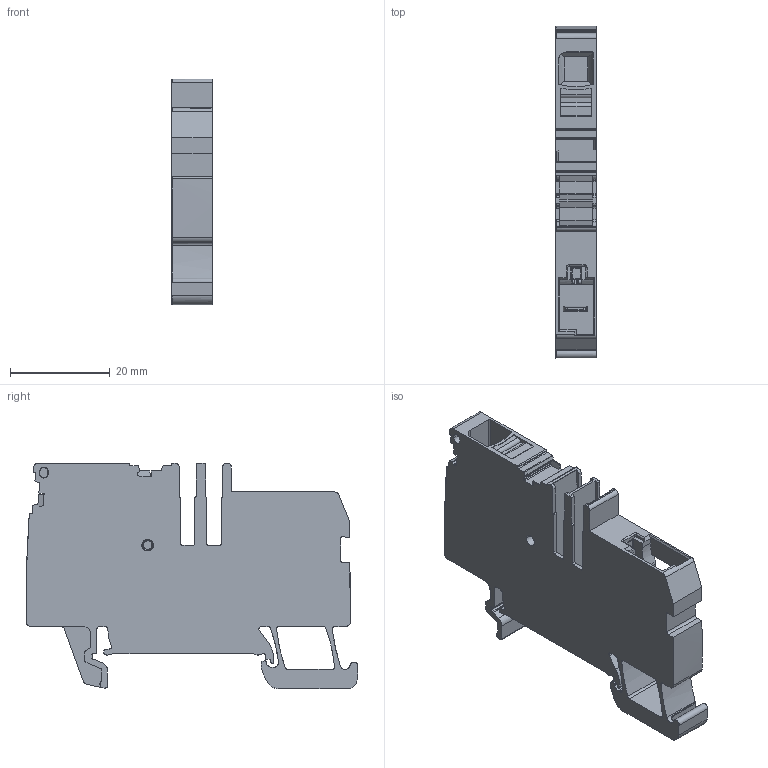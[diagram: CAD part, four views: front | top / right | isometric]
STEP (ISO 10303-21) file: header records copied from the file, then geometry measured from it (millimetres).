
FILE_DESCRIPTION(('CATIA V5 STEP Exchange','CAx-IF Rec.Pracs.--- Model Styling and Organization---1.5--- 2016-08-15','CAx-IF Rec.Pracs.---Supplemental Geometry---1.0---2011-11-01','CAx-IF Rec.Pracs.--- Composite Materials ---1.1---2010-07-15'),'2;1');
FILE_NAME ('1969298-5_1', '2024-10-24T08:38:13+00:00', ('none'), ('Weidmueller'), 'CATIA Version 5-6 Release 2022 SP4 HF5', 'CATIA V5 STEP AP214 v3', 'none');
FILE_SCHEMA(('AUTOMOTIVE_DESIGN { 1 0 10303 214 1 1 1 1 }'));
Length unit declared in the file: millimetre
Products named in the file (1): 3002280000
Bounding box: 8.1 x 66.43 x 45.15 mm (x, y, z)
Volume: 14380 mm3; surface area: 9347.6 mm2
Topology: 1 solids, 4 shells, 634 faces, 1775 edges, 1150 vertices
Faces by surface type: plane 255, cylinder 234, extrusion 105, torus 19, cone 15, bspline 4, sphere 2
Entity records: 23917 total; most frequent: CARTESIAN_POINT 8110, ORIENTED_EDGE 3538, DIRECTION 2388, EDGE_CURVE 1769, VERTEX_POINT 1150, VECTOR 1135, LINE 1030, AXIS2_PLACEMENT_3D 801
